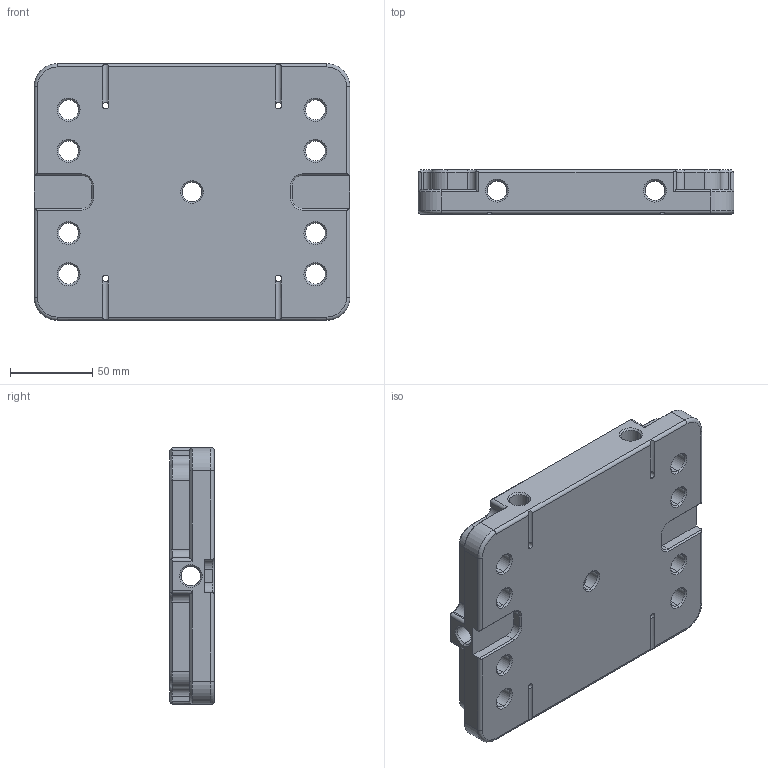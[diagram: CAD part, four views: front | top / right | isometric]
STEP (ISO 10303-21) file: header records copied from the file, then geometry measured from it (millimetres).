
FILE_DESCRIPTION (( 'STEP AP214' ), '1' );
FILE_NAME ('M-96.STEP', '2020-04-29T05:30:47', ( 'WinXP' ), ( 'MyPC' ), 'SwSTEP 2.0', 'SolidWorks 2010', '' );
FILE_SCHEMA (( 'AUTOMOTIVE_DESIGN' ));
Length unit declared in the file: millimetre
Products named in the file (1): M-96
Bounding box: 192 x 27 x 156 mm (x, y, z)
Volume: 619313.3 mm3; surface area: 108590.7 mm2
Topology: 1 solids, 1 shells, 359 faces, 897 edges, 545 vertices
Faces by surface type: cylinder 158, plane 97, cone 92, torus 12
Entity records: 11659 total; most frequent: CARTESIAN_POINT 2889, DIRECTION 1871, ORIENTED_EDGE 1778, EDGE_CURVE 889, AXIS2_PLACEMENT_3D 723, VERTEX_POINT 545, LINE 425, VECTOR 425
